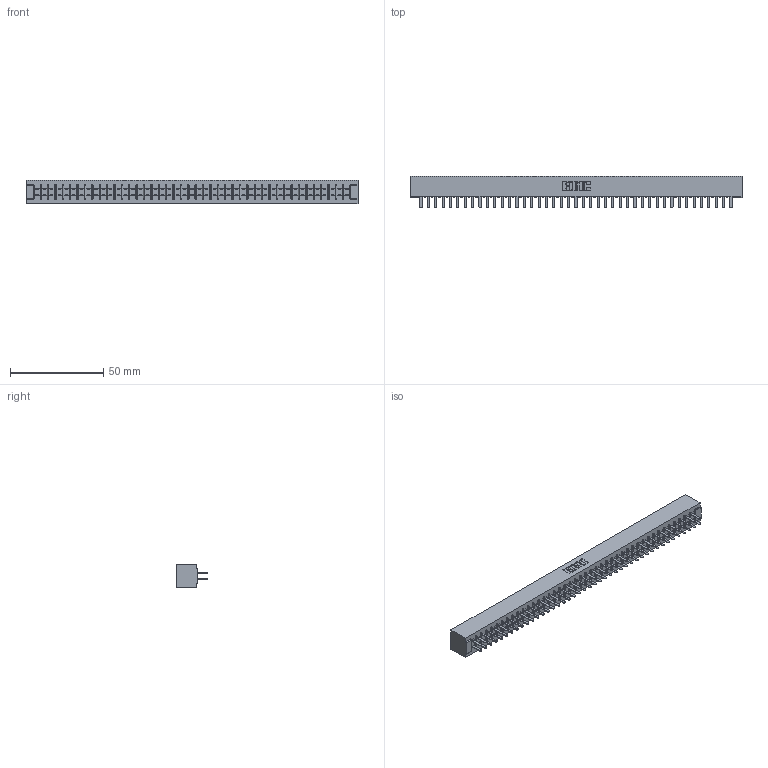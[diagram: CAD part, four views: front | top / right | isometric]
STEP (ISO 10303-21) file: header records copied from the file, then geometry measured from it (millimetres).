
FILE_DESCRIPTION (( 'STEP AP203' ), '1' );
FILE_NAME ('305-086-520-501.STEP', '2019-09-10T12:47:05', ( '' ), ( '' ), 'SwSTEP 2.0', 'SolidWorks 2016', '' );
FILE_SCHEMA (( 'CONFIG_CONTROL_DESIGN' ));
Length unit declared in the file: inch
Products named in the file (3): 305-086-520-501; 305 Part_No Mounting; 305-290-001_520
Assembly tree (87 placements, depth 2):
  305-086-520-501
    305 Part_No Mounting
    305-290-001_520  x86
Bounding box: 178.26 x 17.09 x 12.7 mm (x, y, z)
Volume: 18486.2 mm3; surface area: 24964.2 mm2
Topology: 87 solids, 87 shells, 4064 faces, 11601 edges, 7502 vertices
Faces by surface type: plane 2386, cylinder 1506, sphere 172
Entity records: 46038 total; most frequent: CARTESIAN_POINT 7615, ORIENTED_EDGE 7558, DIRECTION 7363, EDGE_CURVE 3779, LINE 3063, VECTOR 3063, VERTEX_POINT 2402, AXIS2_PLACEMENT_3D 2150
